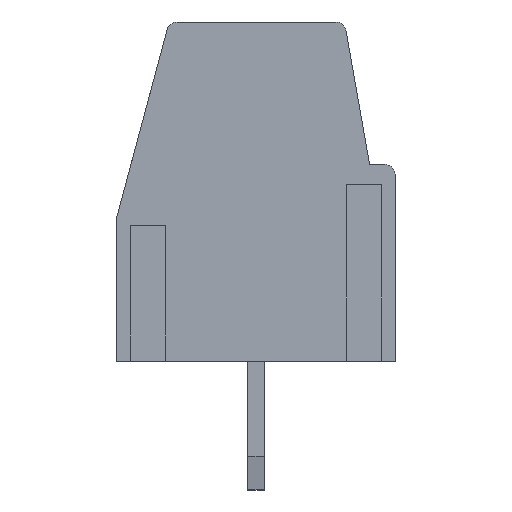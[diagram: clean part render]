
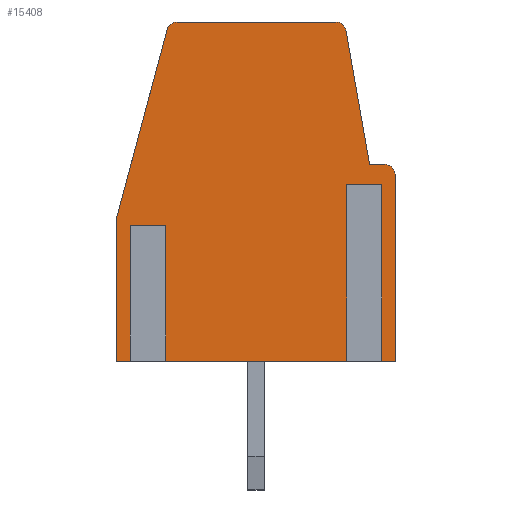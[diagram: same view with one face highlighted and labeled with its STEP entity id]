
A CAD part, left-side view. The second image highlights one B-rep face of the part: STEP entity #15408.
In plain terms, the highlighted planar face has unit normal (-1, 0, 0).
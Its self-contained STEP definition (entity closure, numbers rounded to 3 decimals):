
#13867 = VERTEX_POINT('',#13868);
#13868 = CARTESIAN_POINT('',(-35.559,-4.093,0.014));
#13874 = EDGE_CURVE('',#13867,#13875,#13877,.T.);
#13875 = VERTEX_POINT('',#13876);
#13876 = CARTESIAN_POINT('',(-35.559,-3.481,0.014));
#13877 = LINE('',#13878,#13879);
#13878 = CARTESIAN_POINT('',(-35.559,-4.093,0.014));
#13879 = VECTOR('',#13880,1.);
#13880 = DIRECTION('',(0.,1.,0.));
#13899 = VERTEX_POINT('',#13900);
#13900 = CARTESIAN_POINT('',(-35.559,-2.881,0.014));
#13906 = EDGE_CURVE('',#13899,#13907,#13909,.T.);
#13907 = VERTEX_POINT('',#13908);
#13908 = CARTESIAN_POINT('',(-35.559,2.894,0.014));
#13909 = LINE('',#13910,#13911);
#13910 = CARTESIAN_POINT('',(-35.559,-4.093,0.014));
#13911 = VECTOR('',#13912,1.);
#13912 = DIRECTION('',(0.,1.,0.));
#13931 = VERTEX_POINT('',#13932);
#13932 = CARTESIAN_POINT('',(-35.559,3.494,0.014));
#13938 = EDGE_CURVE('',#13931,#13939,#13941,.T.);
#13939 = VERTEX_POINT('',#13940);
#13940 = CARTESIAN_POINT('',(-35.559,4.107,0.014));
#13941 = LINE('',#13942,#13943);
#13942 = CARTESIAN_POINT('',(-35.559,-4.093,0.014));
#13943 = VECTOR('',#13944,1.);
#13944 = DIRECTION('',(0.,1.,0.));
#14896 = VERTEX_POINT('',#14897);
#14897 = CARTESIAN_POINT('',(-35.559,2.626,9.792));
#14903 = EDGE_CURVE('',#14896,#14904,#14906,.T.);
#14904 = VERTEX_POINT('',#14905);
#14905 = CARTESIAN_POINT('',(-35.559,2.336,10.014));
#14906 = CIRCLE('',#14907,0.3);
#14907 = AXIS2_PLACEMENT_3D('',#14908,#14909,#14910);
#14908 = CARTESIAN_POINT('',(-35.559,2.336,9.714));
#14909 = DIRECTION('',(1.,0.,0.));
#14910 = DIRECTION('',(0.,1.,0.));
#15124 = EDGE_CURVE('',#13939,#15125,#15127,.T.);
#15125 = VERTEX_POINT('',#15126);
#15126 = CARTESIAN_POINT('',(-35.559,4.107,4.264));
#15127 = LINE('',#15128,#15129);
#15128 = CARTESIAN_POINT('',(-35.559,4.107,0.014));
#15129 = VECTOR('',#15130,1.);
#15130 = DIRECTION('',(0.,0.,1.));
#15147 = EDGE_CURVE('',#15125,#14896,#15148,.T.);
#15148 = LINE('',#15149,#15150);
#15149 = CARTESIAN_POINT('',(-35.559,4.107,4.264));
#15150 = VECTOR('',#15151,1.);
#15151 = DIRECTION('',(0.,-0.259,0.966));
#15408 = ADVANCED_FACE('',(#15409),#15509,.F.);
#15409 = FACE_BOUND('',#15410,.T.);
#15410 = EDGE_LOOP('',(#15411,#15419,#15427,#15433,#15434,#15442,#15451,
    #15459,#15467,#15476,#15482,#15483,#15484,#15485,#15486,#15494,
    #15502,#15508));
#15411 = ORIENTED_EDGE('',*,*,#15412,.F.);
#15412 = EDGE_CURVE('',#15413,#13899,#15415,.T.);
#15413 = VERTEX_POINT('',#15414);
#15414 = CARTESIAN_POINT('',(-35.559,-2.881,5.214));
#15415 = LINE('',#15416,#15417);
#15416 = CARTESIAN_POINT('',(-35.559,-2.881,5.814));
#15417 = VECTOR('',#15418,1.);
#15418 = DIRECTION('',(0.,0.,-1.));
#15419 = ORIENTED_EDGE('',*,*,#15420,.F.);
#15420 = EDGE_CURVE('',#15421,#15413,#15423,.T.);
#15421 = VERTEX_POINT('',#15422);
#15422 = CARTESIAN_POINT('',(-35.559,-3.481,5.214));
#15423 = LINE('',#15424,#15425);
#15424 = CARTESIAN_POINT('',(-35.559,-4.093,5.214));
#15425 = VECTOR('',#15426,1.);
#15426 = DIRECTION('',(0.,1.,0.));
#15427 = ORIENTED_EDGE('',*,*,#15428,.F.);
#15428 = EDGE_CURVE('',#13875,#15421,#15429,.T.);
#15429 = LINE('',#15430,#15431);
#15430 = CARTESIAN_POINT('',(-35.559,-3.481,5.814));
#15431 = VECTOR('',#15432,1.);
#15432 = DIRECTION('',(0.,0.,1.));
#15433 = ORIENTED_EDGE('',*,*,#13874,.F.);
#15434 = ORIENTED_EDGE('',*,*,#15435,.F.);
#15435 = EDGE_CURVE('',#15436,#13867,#15438,.T.);
#15436 = VERTEX_POINT('',#15437);
#15437 = CARTESIAN_POINT('',(-35.559,-4.093,5.514));
#15438 = LINE('',#15439,#15440);
#15439 = CARTESIAN_POINT('',(-35.559,-4.093,5.814));
#15440 = VECTOR('',#15441,1.);
#15441 = DIRECTION('',(0.,0.,-1.));
#15442 = ORIENTED_EDGE('',*,*,#15443,.F.);
#15443 = EDGE_CURVE('',#15444,#15436,#15446,.T.);
#15444 = VERTEX_POINT('',#15445);
#15445 = CARTESIAN_POINT('',(-35.559,-3.793,5.814));
#15446 = CIRCLE('',#15447,0.3);
#15447 = AXIS2_PLACEMENT_3D('',#15448,#15449,#15450);
#15448 = CARTESIAN_POINT('',(-35.559,-3.793,5.514));
#15449 = DIRECTION('',(1.,0.,0.));
#15450 = DIRECTION('',(0.,1.,0.));
#15451 = ORIENTED_EDGE('',*,*,#15452,.F.);
#15452 = EDGE_CURVE('',#15453,#15444,#15455,.T.);
#15453 = VERTEX_POINT('',#15454);
#15454 = CARTESIAN_POINT('',(-35.559,-3.343,5.814));
#15455 = LINE('',#15456,#15457);
#15456 = CARTESIAN_POINT('',(-35.559,-3.343,5.814));
#15457 = VECTOR('',#15458,1.);
#15458 = DIRECTION('',(0.,-1.,0.));
#15459 = ORIENTED_EDGE('',*,*,#15460,.F.);
#15460 = EDGE_CURVE('',#15461,#15453,#15463,.T.);
#15461 = VERTEX_POINT('',#15462);
#15462 = CARTESIAN_POINT('',(-35.559,-2.646,9.766));
#15463 = LINE('',#15464,#15465);
#15464 = CARTESIAN_POINT('',(-35.559,-2.646,9.766));
#15465 = VECTOR('',#15466,1.);
#15466 = DIRECTION('',(0.,-0.174,-0.985));
#15467 = ORIENTED_EDGE('',*,*,#15468,.F.);
#15468 = EDGE_CURVE('',#15469,#15461,#15471,.T.);
#15469 = VERTEX_POINT('',#15470);
#15470 = CARTESIAN_POINT('',(-35.559,-2.351,10.014));
#15471 = CIRCLE('',#15472,0.3);
#15472 = AXIS2_PLACEMENT_3D('',#15473,#15474,#15475);
#15473 = CARTESIAN_POINT('',(-35.559,-2.351,9.714));
#15474 = DIRECTION('',(1.,0.,0.));
#15475 = DIRECTION('',(0.,1.,0.));
#15476 = ORIENTED_EDGE('',*,*,#15477,.F.);
#15477 = EDGE_CURVE('',#14904,#15469,#15478,.T.);
#15478 = LINE('',#15479,#15480);
#15479 = CARTESIAN_POINT('',(-35.559,-4.093,10.014));
#15480 = VECTOR('',#15481,1.);
#15481 = DIRECTION('',(0.,-1.,0.));
#15482 = ORIENTED_EDGE('',*,*,#14903,.F.);
#15483 = ORIENTED_EDGE('',*,*,#15147,.F.);
#15484 = ORIENTED_EDGE('',*,*,#15124,.F.);
#15485 = ORIENTED_EDGE('',*,*,#13938,.F.);
#15486 = ORIENTED_EDGE('',*,*,#15487,.F.);
#15487 = EDGE_CURVE('',#15488,#13931,#15490,.T.);
#15488 = VERTEX_POINT('',#15489);
#15489 = CARTESIAN_POINT('',(-35.559,3.494,4.014));
#15490 = LINE('',#15491,#15492);
#15491 = CARTESIAN_POINT('',(-35.559,3.494,5.814));
#15492 = VECTOR('',#15493,1.);
#15493 = DIRECTION('',(0.,0.,-1.));
#15494 = ORIENTED_EDGE('',*,*,#15495,.F.);
#15495 = EDGE_CURVE('',#15496,#15488,#15498,.T.);
#15496 = VERTEX_POINT('',#15497);
#15497 = CARTESIAN_POINT('',(-35.559,2.894,4.014));
#15498 = LINE('',#15499,#15500);
#15499 = CARTESIAN_POINT('',(-35.559,-4.093,4.014));
#15500 = VECTOR('',#15501,1.);
#15501 = DIRECTION('',(0.,1.,0.));
#15502 = ORIENTED_EDGE('',*,*,#15503,.F.);
#15503 = EDGE_CURVE('',#13907,#15496,#15504,.T.);
#15504 = LINE('',#15505,#15506);
#15505 = CARTESIAN_POINT('',(-35.559,2.894,5.814));
#15506 = VECTOR('',#15507,1.);
#15507 = DIRECTION('',(0.,0.,1.));
#15508 = ORIENTED_EDGE('',*,*,#13906,.F.);
#15509 = PLANE('',#15510);
#15510 = AXIS2_PLACEMENT_3D('',#15511,#15512,#15513);
#15511 = CARTESIAN_POINT('',(-35.559,-4.093,5.814));
#15512 = DIRECTION('',(1.,0.,0.));
#15513 = DIRECTION('',(0.,1.,0.));
